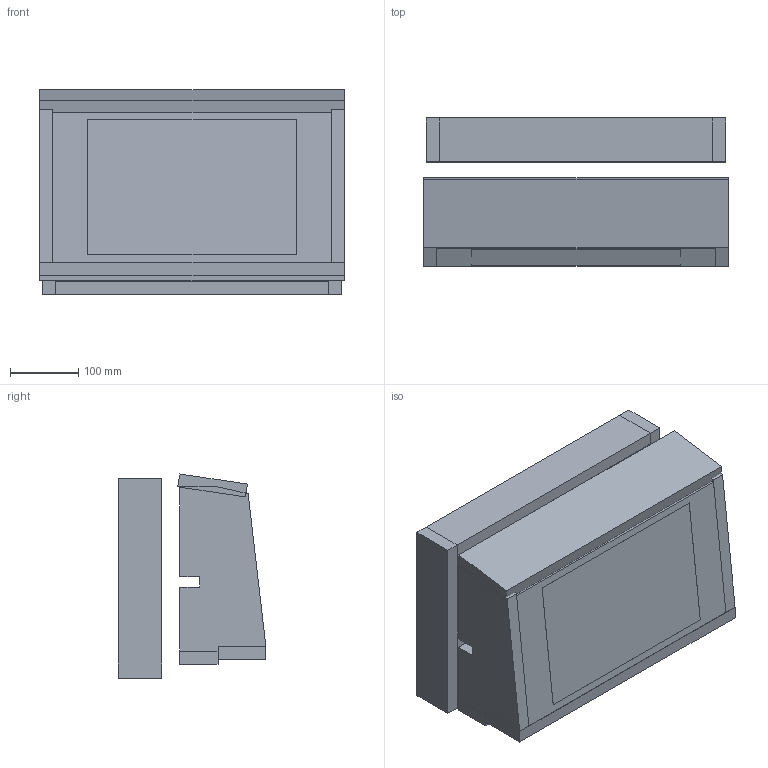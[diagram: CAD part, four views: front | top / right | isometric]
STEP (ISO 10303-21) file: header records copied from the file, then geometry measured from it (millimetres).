
FILE_DESCRIPTION (( 'STEP AP214' ), '1' );
FILE_NAME ('INGUN_112721.STEP', '2022-06-10T09:35:11', ( '' ), ( '' ), 'SwSTEP 2.0', 'SolidWorks 2018', '' );
FILE_SCHEMA (( 'AUTOMOTIVE_DESIGN' ));
Length unit declared in the file: millimetre
Products named in the file (10): 112721_9~0_S; INGUN_112721; 112721_1~0_S; 112721_3~0_S; 112721_2~0_S; 112721_8~0_S; 112721_4~0_S; 112721_7~0_S; 112721_5~0_S; 112721_6~0_S
Assembly tree (11 placements, depth 2):
  INGUN_112721
    112721_1~0_S
    112721_2~0_S
    112721_3~0_S
    112721_4~0_S
    112721_5~0_S
    112721_6~0_S
    112721_7~0_S
    112721_8~0_S  x2
    112721_9~0_S  x2
Bounding box: 445 x 216 x 298.3 mm (x, y, z)
Volume: 8216344.8 mm3; surface area: 1065496.1 mm2
Topology: 11 solids, 11 shells, 90 faces, 198 edges, 132 vertices
Faces by surface type: plane 90
Entity records: 3014 total; most frequent: CARTESIAN_POINT 382, DIRECTION 358, ORIENTED_EDGE 348, VECTOR 174, LINE 174, EDGE_CURVE 174, VERTEX_POINT 116, AXIS2_PLACEMENT_3D 92
